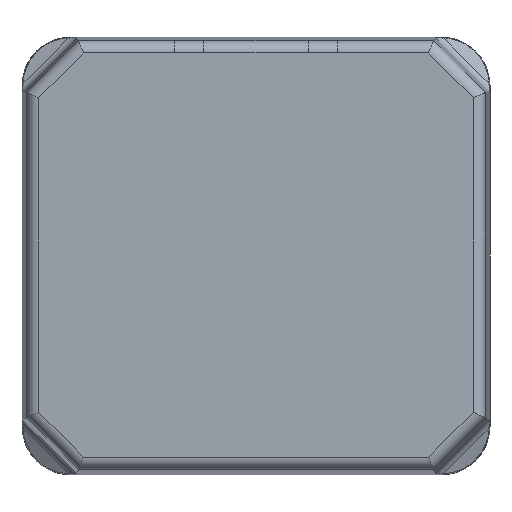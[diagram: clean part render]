
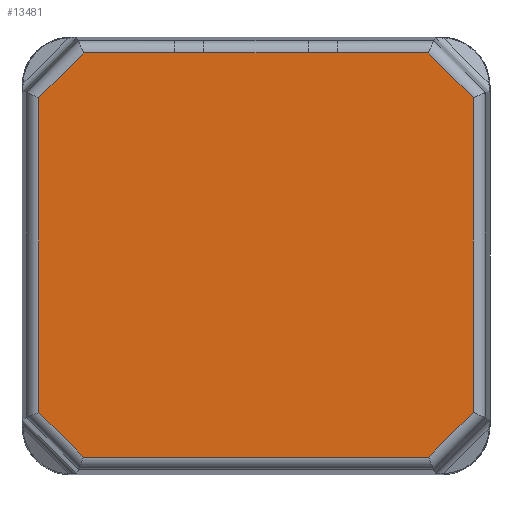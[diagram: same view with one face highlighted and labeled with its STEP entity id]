
A CAD part, top view. The second image highlights one B-rep face of the part: STEP entity #13481.
In plain terms, the highlighted planar face has unit normal (0, 0, 1).
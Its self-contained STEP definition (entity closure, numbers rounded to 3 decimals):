
#230 = VERTEX_POINT ( 'NONE', #16165 ) ;
#515 = CARTESIAN_POINT ( 'NONE',  ( -16.093, 14.843, 45.5 ) ) ;
#694 = CARTESIAN_POINT ( 'NONE',  ( -30.168, -0.768, 45.5 ) ) ;
#738 = EDGE_CURVE ( 'NONE', #2020, #9263, #8143, .T. ) ;
#951 = CARTESIAN_POINT ( 'NONE',  ( 17.937, 14.075, 45.5 ) ) ;
#1009 = CARTESIAN_POINT ( 'NONE',  ( -17.937, -13., 45.5 ) ) ;
#1209 = CARTESIAN_POINT ( 'NONE',  ( -15.325, -16.687, 45.5 ) ) ;
#1332 = DIRECTION ( 'NONE',  ( 1., 0., 0. ) ) ;
#1575 = VECTOR ( 'NONE', #1332, 1000. ) ;
#2020 = VERTEX_POINT ( 'NONE', #4288 ) ;
#2493 = EDGE_CURVE ( 'NONE', #4658, #11911, #3556, .T. ) ;
#3556 = LINE ( 'NONE', #951, #18920 ) ;
#3649 = VERTEX_POINT ( 'NONE', #14833 ) ;
#3780 = CARTESIAN_POINT ( 'NONE',  ( 0.768, 30.168, 45.5 ) ) ;
#3820 = PLANE ( 'NONE',  #11930 ) ;
#3926 = LINE ( 'NONE', #4348, #18322 ) ;
#3931 = VERTEX_POINT ( 'NONE', #8289 ) ;
#4043 = CARTESIAN_POINT ( 'NONE',  ( -6.7, 16.687, 45.5 ) ) ;
#4288 = CARTESIAN_POINT ( 'NONE',  ( -14.25, -16.687, 45.5 ) ) ;
#4348 = CARTESIAN_POINT ( 'NONE',  ( -15.325, 16.687, 45.5 ) ) ;
#4658 = VERTEX_POINT ( 'NONE', #14871 ) ;
#4715 = VECTOR ( 'NONE', #9588, 1000. ) ;
#4780 = ORIENTED_EDGE ( 'NONE', *, *, #6057, .T. ) ;
#5157 = CARTESIAN_POINT ( 'NONE',  ( 17.937, 13., 45.5 ) ) ;
#5282 = VERTEX_POINT ( 'NONE', #10721 ) ;
#5448 = DIRECTION ( 'NONE',  ( 0., 0., -1. ) ) ;
#5774 = CARTESIAN_POINT ( 'NONE',  ( -14.25, 16.687, 45.5 ) ) ;
#6057 = EDGE_CURVE ( 'NONE', #11911, #3931, #13079, .T. ) ;
#6718 = VECTOR ( 'NONE', #10901, 1000. ) ;
#7222 = ORIENTED_EDGE ( 'NONE', *, *, #10921, .T. ) ;
#7244 = DIRECTION ( 'NONE',  ( 0., -1., 0. ) ) ;
#7422 = CARTESIAN_POINT ( 'NONE',  ( 4.3, 16.687, 45.5 ) ) ;
#7656 = DIRECTION ( 'NONE',  ( -1., 0., 0. ) ) ;
#7866 = VECTOR ( 'NONE', #7244, 1000. ) ;
#8101 = VERTEX_POINT ( 'NONE', #7422 ) ;
#8143 = LINE ( 'NONE', #1209, #1575 ) ;
#8228 = CARTESIAN_POINT ( 'NONE',  ( -15.325, 16.687, 45.5 ) ) ;
#8289 = CARTESIAN_POINT ( 'NONE',  ( 14.25, 16.687, 45.5 ) ) ;
#8360 = ORIENTED_EDGE ( 'NONE', *, *, #9038, .T. ) ;
#8624 = VERTEX_POINT ( 'NONE', #4043 ) ;
#8705 = FACE_OUTER_BOUND ( 'NONE', #15695, .T. ) ;
#8743 = VECTOR ( 'NONE', #18788, 1000. ) ;
#8762 = LINE ( 'NONE', #694, #4715 ) ;
#8798 = EDGE_CURVE ( 'NONE', #9263, #4658, #15869, .T. ) ;
#9035 = EDGE_CURVE ( 'NONE', #13633, #5282, #13537, .T. ) ;
#9038 = EDGE_CURVE ( 'NONE', #17570, #2020, #8762, .T. ) ;
#9166 = ORIENTED_EDGE ( 'NONE', *, *, #11565, .T. ) ;
#9209 = EDGE_CURVE ( 'NONE', #3649, #8624, #14205, .T. ) ;
#9263 = VERTEX_POINT ( 'NONE', #14922 ) ;
#9404 = DIRECTION ( 'NONE',  ( 0.707, 0.707, 0. ) ) ;
#9588 = DIRECTION ( 'NONE',  ( 0.707, -0.707, 0. ) ) ;
#9637 = VECTOR ( 'NONE', #16928, 1000. ) ;
#9845 = VECTOR ( 'NONE', #14161, 1000. ) ;
#9909 = CARTESIAN_POINT ( 'NONE',  ( -15.325, 16.687, 45.5 ) ) ;
#10553 = LINE ( 'NONE', #9909, #8743 ) ;
#10721 = CARTESIAN_POINT ( 'NONE',  ( -17.937, 13., 45.5 ) ) ;
#10901 = DIRECTION ( 'NONE',  ( -1., 0., 0. ) ) ;
#10917 = ORIENTED_EDGE ( 'NONE', *, *, #9209, .T. ) ;
#10921 = EDGE_CURVE ( 'NONE', #3931, #230, #15737, .T. ) ;
#11024 = CARTESIAN_POINT ( 'NONE',  ( -15.325, 16.687, 45.5 ) ) ;
#11384 = DIRECTION ( 'NONE',  ( -1., 0., 0. ) ) ;
#11464 = CARTESIAN_POINT ( 'NONE',  ( -15.325, 14.075, 45.5 ) ) ;
#11565 = EDGE_CURVE ( 'NONE', #5282, #17570, #14991, .T. ) ;
#11609 = ORIENTED_EDGE ( 'NONE', *, *, #738, .T. ) ;
#11727 = DIRECTION ( 'NONE',  ( -1., 0., 0. ) ) ;
#11911 = VERTEX_POINT ( 'NONE', #5157 ) ;
#11930 = AXIS2_PLACEMENT_3D ( 'NONE', #11464, #5448, #11384 ) ;
#12984 = EDGE_CURVE ( 'NONE', #230, #8101, #10553, .T. ) ;
#13079 = LINE ( 'NONE', #3780, #9845 ) ;
#13481 = ADVANCED_FACE ( 'NONE', ( #8705 ), #3820, .F. ) ;
#13537 = LINE ( 'NONE', #515, #9637 ) ;
#13633 = VERTEX_POINT ( 'NONE', #5774 ) ;
#14086 = VECTOR ( 'NONE', #15997, 1000. ) ;
#14161 = DIRECTION ( 'NONE',  ( -0.707, 0.707, 0. ) ) ;
#14205 = LINE ( 'NONE', #15959, #14920 ) ;
#14628 = EDGE_CURVE ( 'NONE', #8624, #13633, #3926, .T. ) ;
#14704 = EDGE_CURVE ( 'NONE', #8101, #3649, #17359, .T. ) ;
#14833 = CARTESIAN_POINT ( 'NONE',  ( -4.3, 16.687, 45.5 ) ) ;
#14842 = ORIENTED_EDGE ( 'NONE', *, *, #9035, .T. ) ;
#14871 = CARTESIAN_POINT ( 'NONE',  ( 17.937, -13., 45.5 ) ) ;
#14876 = CARTESIAN_POINT ( 'NONE',  ( 14.843, -16.093, 45.5 ) ) ;
#14920 = VECTOR ( 'NONE', #7656, 1000. ) ;
#14922 = CARTESIAN_POINT ( 'NONE',  ( 14.25, -16.687, 45.5 ) ) ;
#14991 = LINE ( 'NONE', #19290, #7866 ) ;
#15695 = EDGE_LOOP ( 'NONE', ( #7222, #18490, #18940, #10917, #19041, #14842, #9166, #8360, #11609, #17248, #16893, #4780 ) ) ;
#15737 = LINE ( 'NONE', #8228, #14086 ) ;
#15869 = LINE ( 'NONE', #14876, #16795 ) ;
#15959 = CARTESIAN_POINT ( 'NONE',  ( -15.325, 16.687, 45.5 ) ) ;
#15997 = DIRECTION ( 'NONE',  ( -1., 0., 0. ) ) ;
#16095 = DIRECTION ( 'NONE',  ( 0., 1., 0. ) ) ;
#16165 = CARTESIAN_POINT ( 'NONE',  ( 6.7, 16.687, 45.5 ) ) ;
#16795 = VECTOR ( 'NONE', #9404, 1000. ) ;
#16893 = ORIENTED_EDGE ( 'NONE', *, *, #2493, .T. ) ;
#16928 = DIRECTION ( 'NONE',  ( -0.707, -0.707, 0. ) ) ;
#17248 = ORIENTED_EDGE ( 'NONE', *, *, #8798, .T. ) ;
#17359 = LINE ( 'NONE', #11024, #6718 ) ;
#17570 = VERTEX_POINT ( 'NONE', #1009 ) ;
#18322 = VECTOR ( 'NONE', #11727, 1000. ) ;
#18490 = ORIENTED_EDGE ( 'NONE', *, *, #12984, .T. ) ;
#18788 = DIRECTION ( 'NONE',  ( -1., 0., 0. ) ) ;
#18920 = VECTOR ( 'NONE', #16095, 1000. ) ;
#18940 = ORIENTED_EDGE ( 'NONE', *, *, #14704, .T. ) ;
#19041 = ORIENTED_EDGE ( 'NONE', *, *, #14628, .T. ) ;
#19290 = CARTESIAN_POINT ( 'NONE',  ( -17.937, 14.075, 45.5 ) ) ;
